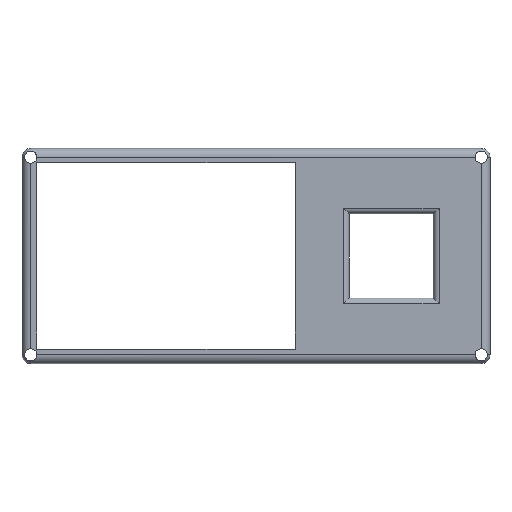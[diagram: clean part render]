
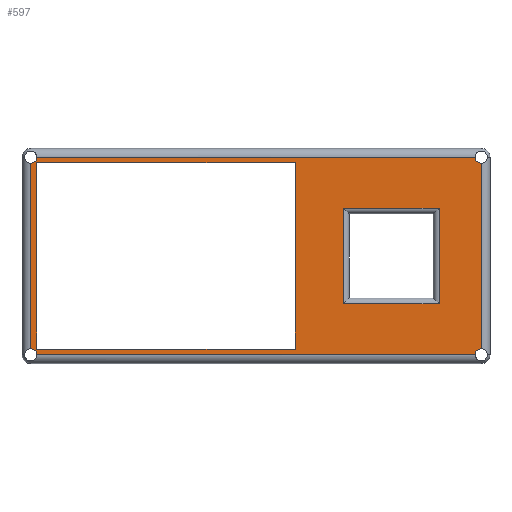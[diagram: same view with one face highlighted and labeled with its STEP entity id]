
A CAD part, top view. The second image highlights one B-rep face of the part: STEP entity #597.
In plain terms, the highlighted planar face has unit normal (0, 0, 1).
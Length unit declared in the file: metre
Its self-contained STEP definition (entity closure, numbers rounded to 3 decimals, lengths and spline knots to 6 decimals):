
#71=LINE('',#951,#119);
#73=LINE('',#958,#121);
#74=LINE('',#962,#122);
#75=LINE('',#966,#123);
#76=LINE('',#970,#124);
#77=LINE('',#971,#125);
#78=LINE('',#974,#126);
#79=LINE('',#976,#127);
#80=LINE('',#978,#128);
#81=LINE('',#979,#129);
#82=LINE('',#981,#130);
#83=LINE('',#983,#131);
#119=VECTOR('',#757,1.);
#121=VECTOR('',#763,1.);
#122=VECTOR('',#766,1.);
#123=VECTOR('',#769,1.);
#124=VECTOR('',#772,1.);
#125=VECTOR('',#773,1.);
#126=VECTOR('',#774,1.);
#127=VECTOR('',#775,1.);
#128=VECTOR('',#776,1.);
#129=VECTOR('',#777,1.);
#130=VECTOR('',#778,1.);
#131=VECTOR('',#779,1.);
#186=ORIENTED_EDGE('',*,*,#353,.F.);
#187=ORIENTED_EDGE('',*,*,#354,.T.);
#188=ORIENTED_EDGE('',*,*,#355,.F.);
#189=ORIENTED_EDGE('',*,*,#356,.T.);
#190=ORIENTED_EDGE('',*,*,#357,.F.);
#191=ORIENTED_EDGE('',*,*,#358,.T.);
#192=ORIENTED_EDGE('',*,*,#359,.F.);
#193=ORIENTED_EDGE('',*,*,#360,.T.);
#194=ORIENTED_EDGE('',*,*,#361,.T.);
#195=ORIENTED_EDGE('',*,*,#362,.T.);
#196=ORIENTED_EDGE('',*,*,#363,.T.);
#197=ORIENTED_EDGE('',*,*,#364,.T.);
#198=ORIENTED_EDGE('',*,*,#365,.T.);
#199=ORIENTED_EDGE('',*,*,#351,.T.);
#200=ORIENTED_EDGE('',*,*,#366,.F.);
#201=ORIENTED_EDGE('',*,*,#367,.F.);
#351=EDGE_CURVE('',#435,#434,#71,.T.);
#353=EDGE_CURVE('',#436,#437,#470,.T.);
#354=EDGE_CURVE('',#436,#438,#73,.T.);
#355=EDGE_CURVE('',#439,#438,#471,.T.);
#356=EDGE_CURVE('',#439,#440,#74,.T.);
#357=EDGE_CURVE('',#441,#440,#472,.T.);
#358=EDGE_CURVE('',#441,#442,#75,.F.);
#359=EDGE_CURVE('',#443,#442,#473,.T.);
#360=EDGE_CURVE('',#443,#437,#76,.F.);
#361=EDGE_CURVE('',#444,#445,#77,.T.);
#362=EDGE_CURVE('',#445,#446,#78,.T.);
#363=EDGE_CURVE('',#446,#447,#79,.F.);
#364=EDGE_CURVE('',#447,#444,#80,.F.);
#365=EDGE_CURVE('',#448,#435,#81,.T.);
#366=EDGE_CURVE('',#449,#434,#82,.T.);
#367=EDGE_CURVE('',#448,#449,#83,.T.);
#434=VERTEX_POINT('',#950);
#435=VERTEX_POINT('',#952);
#436=VERTEX_POINT('',#956);
#437=VERTEX_POINT('',#957);
#438=VERTEX_POINT('',#959);
#439=VERTEX_POINT('',#961);
#440=VERTEX_POINT('',#963);
#441=VERTEX_POINT('',#965);
#442=VERTEX_POINT('',#967);
#443=VERTEX_POINT('',#969);
#444=VERTEX_POINT('',#972);
#445=VERTEX_POINT('',#973);
#446=VERTEX_POINT('',#975);
#447=VERTEX_POINT('',#977);
#448=VERTEX_POINT('',#980);
#449=VERTEX_POINT('',#982);
#470=CIRCLE('',#650,0.0021);
#471=CIRCLE('',#651,0.0021);
#472=CIRCLE('',#652,0.0021);
#473=CIRCLE('',#653,0.0021);
#502=EDGE_LOOP('',(#186,#187,#188,#189,#190,#191,#192,#193));
#503=EDGE_LOOP('',(#194,#195,#196,#197));
#504=EDGE_LOOP('',(#198,#199,#200,#201));
#546=FACE_BOUND('',#502,.T.);
#547=FACE_BOUND('',#503,.T.);
#548=FACE_BOUND('',#504,.T.);
#584=PLANE('',#649);
#597=ADVANCED_FACE('',(#546,#547,#548),#584,.T.);
#649=AXIS2_PLACEMENT_3D('',#954,#759,#760);
#650=AXIS2_PLACEMENT_3D('',#955,#761,#762);
#651=AXIS2_PLACEMENT_3D('',#960,#764,#765);
#652=AXIS2_PLACEMENT_3D('',#964,#767,#768);
#653=AXIS2_PLACEMENT_3D('',#968,#770,#771);
#757=DIRECTION('',(0.,-1.,0.));
#759=DIRECTION('',(0.,0.,1.));
#760=DIRECTION('',(1.,0.,0.));
#761=DIRECTION('',(0.,0.,1.));
#762=DIRECTION('',(1.,0.,0.));
#763=DIRECTION('',(0.,-1.,0.));
#764=DIRECTION('',(0.,0.,1.));
#765=DIRECTION('',(1.,0.,0.));
#766=DIRECTION('',(1.,0.,0.));
#767=DIRECTION('',(0.,0.,1.));
#768=DIRECTION('',(1.,0.,0.));
#769=DIRECTION('',(0.,-1.,0.));
#770=DIRECTION('',(0.,0.,1.));
#771=DIRECTION('',(1.,0.,0.));
#772=DIRECTION('',(1.,0.,0.));
#773=DIRECTION('',(0.,-1.,0.));
#774=DIRECTION('',(-1.,0.,0.));
#775=DIRECTION('',(0.,-1.,0.));
#776=DIRECTION('',(-1.,0.,0.));
#777=DIRECTION('',(1.,0.,0.));
#778=DIRECTION('',(1.,0.,0.));
#779=DIRECTION('',(0.,-1.,0.));
#950=CARTESIAN_POINT('',(0.0445,-0.032,0.003));
#951=CARTESIAN_POINT('',(0.0445,0.,0.003));
#952=CARTESIAN_POINT('',(0.0445,0.032,0.003));
#954=CARTESIAN_POINT('',(0.078,0.,0.003));
#955=CARTESIAN_POINT('',(-0.0465,0.034,0.003));
#956=CARTESIAN_POINT('',(-0.0465,0.0319,0.003));
#957=CARTESIAN_POINT('',(-0.0444,0.034,0.003));
#958=CARTESIAN_POINT('',(-0.0465,-0.037,0.003));
#959=CARTESIAN_POINT('',(-0.0465,-0.0319,0.003));
#960=CARTESIAN_POINT('',(-0.0465,-0.034,0.003));
#961=CARTESIAN_POINT('',(-0.0444,-0.034,0.003));
#962=CARTESIAN_POINT('',(0.1115,-0.034,0.003));
#963=CARTESIAN_POINT('',(0.1064,-0.034,0.003));
#964=CARTESIAN_POINT('',(0.1085,-0.034,0.003));
#965=CARTESIAN_POINT('',(0.1085,-0.0319,0.003));
#966=CARTESIAN_POINT('',(0.1085,0.,0.003));
#967=CARTESIAN_POINT('',(0.1085,0.0319,0.003));
#968=CARTESIAN_POINT('',(0.1085,0.034,0.003));
#969=CARTESIAN_POINT('',(0.1064,0.034,0.003));
#970=CARTESIAN_POINT('',(0.078,0.034,0.003));
#971=CARTESIAN_POINT('',(0.09401,-0.0145,0.003));
#972=CARTESIAN_POINT('',(0.09401,0.0165,0.003));
#973=CARTESIAN_POINT('',(0.09401,-0.0165,0.003));
#974=CARTESIAN_POINT('',(0.06301,-0.0165,0.003));
#975=CARTESIAN_POINT('',(0.06101,-0.0165,0.003));
#976=CARTESIAN_POINT('',(0.06101,0.,0.003));
#977=CARTESIAN_POINT('',(0.06101,0.0165,0.003));
#978=CARTESIAN_POINT('',(0.078,0.0165,0.003));
#979=CARTESIAN_POINT('',(0.,0.032,0.003));
#980=CARTESIAN_POINT('',(-0.0445,0.032,0.003));
#981=CARTESIAN_POINT('',(0.,-0.032,0.003));
#982=CARTESIAN_POINT('',(-0.0445,-0.032,0.003));
#983=CARTESIAN_POINT('',(-0.0445,-0.021,0.003));
